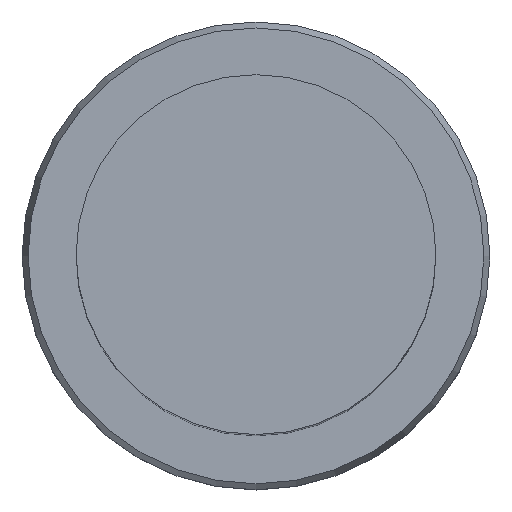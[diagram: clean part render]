
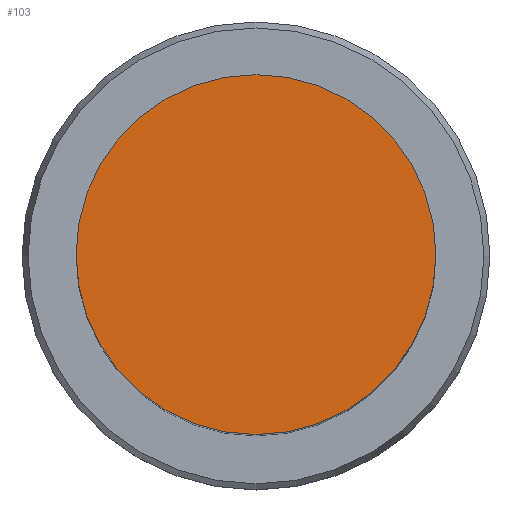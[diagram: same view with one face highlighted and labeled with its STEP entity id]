
A CAD part, top view. The second image highlights one B-rep face of the part: STEP entity #103.
In plain terms, the highlighted planar face has unit normal (0, 0, 1).
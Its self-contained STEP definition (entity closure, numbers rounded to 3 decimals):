
#61=EDGE_CURVE('240[2]',#154,#154,#155,.T.);
#103=ADVANCED_FACE('240[2]',(#218),#219,.T.);
#154=VERTEX_POINT('',#274);
#155=CIRCLE('',#275,15.0);
#218=FACE_OUTER_BOUND('',#353,.T.);
#219=PLANE('',#354);
#274=CARTESIAN_POINT('',(0.,15.0,184.));
#275=AXIS2_PLACEMENT_3D('',#410,#411,#412);
#353=EDGE_LOOP('',(#480));
#354=AXIS2_PLACEMENT_3D('',#481,#482,#483);
#410=CARTESIAN_POINT('',(0.,0.,184.));
#411=DIRECTION('',(0.,0.,-1.0));
#412=DIRECTION('',(0.,1.0,0.));
#480=ORIENTED_EDGE('',*,*,#61,.F.);
#481=CARTESIAN_POINT('',(0.,7.5,184.));
#482=DIRECTION('',(0.,0.,1.0));
#483=DIRECTION('',(1.0,0.,0.0));
